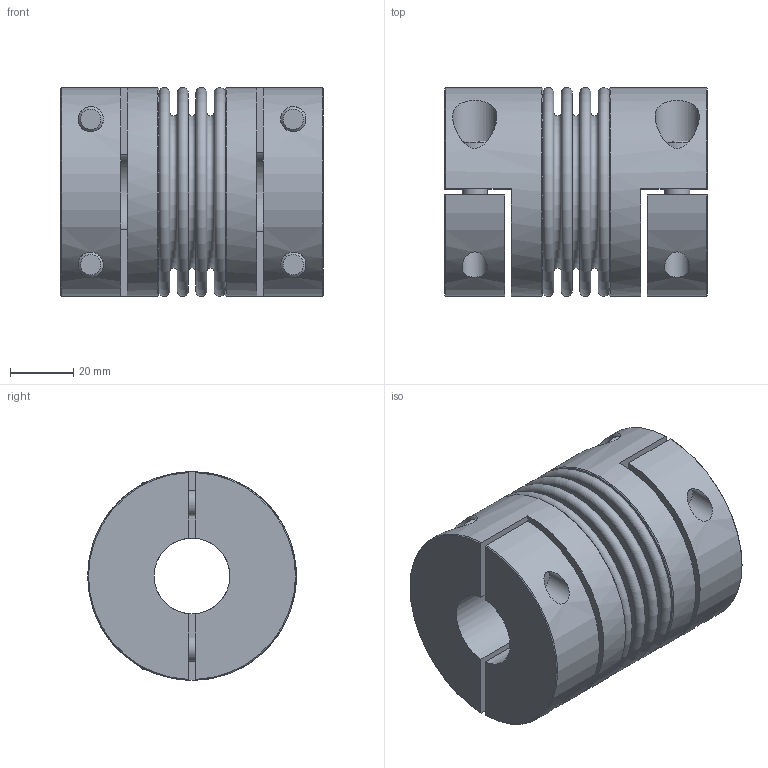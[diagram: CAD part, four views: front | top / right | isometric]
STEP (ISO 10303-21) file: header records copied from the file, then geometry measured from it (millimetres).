
FILE_DESCRIPTION(/* description */ ('STEP AP203'),/* implementation_level */ '2;1');
FILE_NAME(/* name */ 'KB4H-60-83-24-25',/* time_stamp */ '2023-06-19T12:45:50+02:00',/* author */ ('License CC BY-ND 4.0'),/* organization */ ('CADENAS'),/* preprocessor_version */ 'ST-DEVELOPER v19.3',/* originating_system */ 'PARTsolutions',/* authorisation */ ' ');
FILE_SCHEMA (('CONFIG_CONTROL_DESIGN'));
Length unit declared in the file: millimetre
Products named in the file (1): KB4H-60-83-24-25
Bounding box: 83 x 66 x 66 mm (x, y, z)
Volume: 174187.2 mm3; surface area: 67936.7 mm2
Topology: 1 solids, 1 shells, 160 faces, 344 edges, 218 vertices
Faces by surface type: plane 94, cylinder 30, cone 18, torus 18
Full cylindrical faces by diameter (mm): 8 x8, 8.5 x4, 13 x4, 14 x4, 24 x1, 25 x1, 50.3 x2, 66 x2
Entity records: 4066 total; most frequent: CARTESIAN_POINT 821, DIRECTION 694, ORIENTED_EDGE 532, AXIS2_PLACEMENT_3D 283, EDGE_CURVE 266, FACE_BOUND 260, EDGE_LOOP 256, VERTEX_POINT 202
